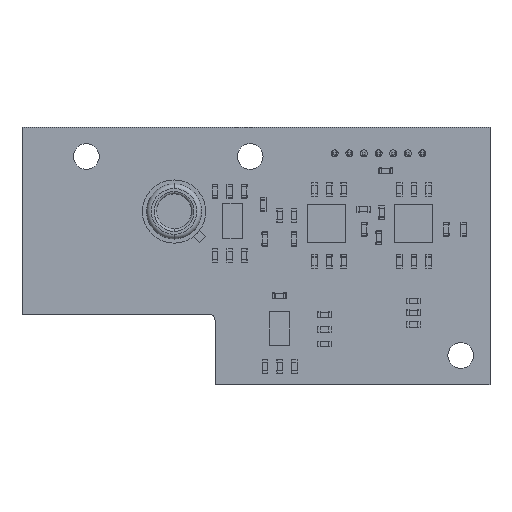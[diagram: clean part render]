
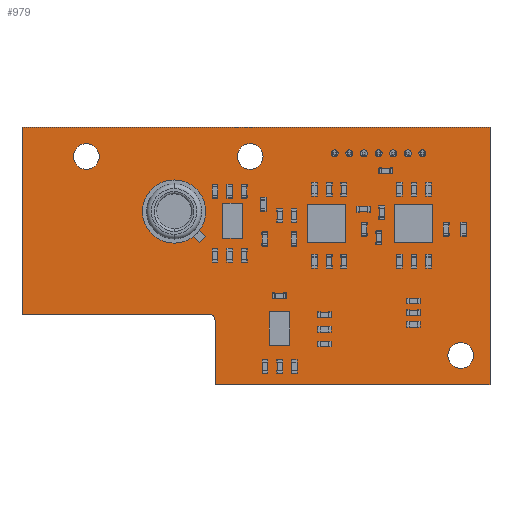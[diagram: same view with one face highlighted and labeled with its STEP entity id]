
A CAD part, top view. The second image highlights one B-rep face of the part: STEP entity #979.
In plain terms, the highlighted planar face has unit normal (0, 0, 1).
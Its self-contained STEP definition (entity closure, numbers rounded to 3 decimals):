
#284 = VERTEX_POINT('',#285);
#285 = CARTESIAN_POINT('',(0.,0.,1.52));
#291 = EDGE_CURVE('',#284,#292,#294,.T.);
#292 = VERTEX_POINT('',#293);
#293 = CARTESIAN_POINT('',(16.1,0.,1.52));
#294 = LINE('',#295,#296);
#295 = CARTESIAN_POINT('',(0.,0.,1.52));
#296 = VECTOR('',#297,1.);
#297 = DIRECTION('',(1.,0.,0.));
#322 = EDGE_CURVE('',#292,#323,#325,.T.);
#323 = VERTEX_POINT('',#324);
#324 = CARTESIAN_POINT('',(16.5,-0.5,1.52));
#325 = CIRCLE('',#326,0.512);
#326 = AXIS2_PLACEMENT_3D('',#327,#328,#329);
#327 = CARTESIAN_POINT('',(15.988,-0.5,1.52));
#328 = DIRECTION('',(0.,0.,-1.));
#329 = DIRECTION('',(0.219,0.976,0.));
#355 = EDGE_CURVE('',#323,#356,#358,.T.);
#356 = VERTEX_POINT('',#357);
#357 = CARTESIAN_POINT('',(16.5,-6.,1.52));
#358 = LINE('',#359,#360);
#359 = CARTESIAN_POINT('',(16.5,-0.5,1.52));
#360 = VECTOR('',#361,1.);
#361 = DIRECTION('',(0.,-1.,0.));
#386 = EDGE_CURVE('',#356,#387,#389,.T.);
#387 = VERTEX_POINT('',#388);
#388 = CARTESIAN_POINT('',(40.,-6.,1.52));
#389 = LINE('',#390,#391);
#390 = CARTESIAN_POINT('',(16.5,-6.,1.52));
#391 = VECTOR('',#392,1.);
#392 = DIRECTION('',(1.,0.,0.));
#417 = EDGE_CURVE('',#387,#418,#420,.T.);
#418 = VERTEX_POINT('',#419);
#419 = CARTESIAN_POINT('',(40.,16.,1.52));
#420 = LINE('',#421,#422);
#421 = CARTESIAN_POINT('',(40.,-6.,1.52));
#422 = VECTOR('',#423,1.);
#423 = DIRECTION('',(0.,1.,0.));
#448 = EDGE_CURVE('',#418,#449,#451,.T.);
#449 = VERTEX_POINT('',#450);
#450 = CARTESIAN_POINT('',(0.,16.,1.52));
#451 = LINE('',#452,#453);
#452 = CARTESIAN_POINT('',(40.,16.,1.52));
#453 = VECTOR('',#454,1.);
#454 = DIRECTION('',(-1.,0.,0.));
#479 = EDGE_CURVE('',#449,#284,#480,.T.);
#480 = LINE('',#481,#482);
#481 = CARTESIAN_POINT('',(0.,16.,1.52));
#482 = VECTOR('',#483,1.);
#483 = DIRECTION('',(0.,-1.,0.));
#503 = VERTEX_POINT('',#504);
#504 = CARTESIAN_POINT('',(12.13,8.8,1.52));
#510 = EDGE_CURVE('',#503,#503,#511,.T.);
#511 = CIRCLE('',#512,0.4);
#512 = AXIS2_PLACEMENT_3D('',#513,#514,#515);
#513 = CARTESIAN_POINT('',(11.73,8.8,1.52));
#514 = DIRECTION('',(0.,0.,1.));
#515 = DIRECTION('',(1.,0.,-0.));
#536 = VERTEX_POINT('',#537);
#537 = CARTESIAN_POINT('',(14.67,8.8,1.52));
#543 = EDGE_CURVE('',#536,#536,#544,.T.);
#544 = CIRCLE('',#545,0.4);
#545 = AXIS2_PLACEMENT_3D('',#546,#547,#548);
#546 = CARTESIAN_POINT('',(14.27,8.8,1.52));
#547 = DIRECTION('',(0.,0.,1.));
#548 = DIRECTION('',(1.,0.,-0.));
#569 = VERTEX_POINT('',#570);
#570 = CARTESIAN_POINT('',(13.4,10.07,1.52));
#576 = EDGE_CURVE('',#569,#569,#577,.T.);
#577 = CIRCLE('',#578,0.4);
#578 = AXIS2_PLACEMENT_3D('',#579,#580,#581);
#579 = CARTESIAN_POINT('',(13.,10.07,1.52));
#580 = DIRECTION('',(0.,0.,1.));
#581 = DIRECTION('',(1.,0.,-0.));
#602 = VERTEX_POINT('',#603);
#603 = CARTESIAN_POINT('',(6.6,13.5,1.52));
#609 = EDGE_CURVE('',#602,#602,#610,.T.);
#610 = CIRCLE('',#611,1.1);
#611 = AXIS2_PLACEMENT_3D('',#612,#613,#614);
#612 = CARTESIAN_POINT('',(5.5,13.5,1.52));
#613 = DIRECTION('',(0.,0.,1.));
#614 = DIRECTION('',(1.,0.,-0.));
#635 = VERTEX_POINT('',#636);
#636 = CARTESIAN_POINT('',(27.025,13.775,1.52));
#642 = EDGE_CURVE('',#635,#635,#643,.T.);
#643 = CIRCLE('',#644,0.3);
#644 = AXIS2_PLACEMENT_3D('',#645,#646,#647);
#645 = CARTESIAN_POINT('',(26.725,13.775,1.52));
#646 = DIRECTION('',(0.,0.,1.));
#647 = DIRECTION('',(1.,0.,-0.));
#668 = VERTEX_POINT('',#669);
#669 = CARTESIAN_POINT('',(20.6,13.5,1.52));
#675 = EDGE_CURVE('',#668,#668,#676,.T.);
#676 = CIRCLE('',#677,1.1);
#677 = AXIS2_PLACEMENT_3D('',#678,#679,#680);
#678 = CARTESIAN_POINT('',(19.5,13.5,1.52));
#679 = DIRECTION('',(0.,0.,1.));
#680 = DIRECTION('',(1.,0.,-0.));
#701 = VERTEX_POINT('',#702);
#702 = CARTESIAN_POINT('',(33.275,13.775,1.52));
#708 = EDGE_CURVE('',#701,#701,#709,.T.);
#709 = CIRCLE('',#710,0.3);
#710 = AXIS2_PLACEMENT_3D('',#711,#712,#713);
#711 = CARTESIAN_POINT('',(32.975,13.775,1.52));
#712 = DIRECTION('',(0.,0.,1.));
#713 = DIRECTION('',(1.,0.,-0.));
#734 = VERTEX_POINT('',#735);
#735 = CARTESIAN_POINT('',(38.6,-3.5,1.52));
#741 = EDGE_CURVE('',#734,#734,#742,.T.);
#742 = CIRCLE('',#743,1.1);
#743 = AXIS2_PLACEMENT_3D('',#744,#745,#746);
#744 = CARTESIAN_POINT('',(37.5,-3.5,1.52));
#745 = DIRECTION('',(0.,0.,1.));
#746 = DIRECTION('',(1.,0.,-0.));
#767 = VERTEX_POINT('',#768);
#768 = CARTESIAN_POINT('',(34.525,13.775,1.52));
#774 = EDGE_CURVE('',#767,#767,#775,.T.);
#775 = CIRCLE('',#776,0.3);
#776 = AXIS2_PLACEMENT_3D('',#777,#778,#779);
#777 = CARTESIAN_POINT('',(34.225,13.775,1.52));
#778 = DIRECTION('',(0.,0.,1.));
#779 = DIRECTION('',(1.,0.,-0.));
#800 = VERTEX_POINT('',#801);
#801 = CARTESIAN_POINT('',(29.525,13.775,1.52));
#807 = EDGE_CURVE('',#800,#800,#808,.T.);
#808 = CIRCLE('',#809,0.3);
#809 = AXIS2_PLACEMENT_3D('',#810,#811,#812);
#810 = CARTESIAN_POINT('',(29.225,13.775,1.52));
#811 = DIRECTION('',(0.,0.,1.));
#812 = DIRECTION('',(1.,0.,-0.));
#833 = VERTEX_POINT('',#834);
#834 = CARTESIAN_POINT('',(28.275,13.775,1.52));
#840 = EDGE_CURVE('',#833,#833,#841,.T.);
#841 = CIRCLE('',#842,0.3);
#842 = AXIS2_PLACEMENT_3D('',#843,#844,#845);
#843 = CARTESIAN_POINT('',(27.975,13.775,1.52));
#844 = DIRECTION('',(0.,0.,1.));
#845 = DIRECTION('',(1.,0.,-0.));
#866 = VERTEX_POINT('',#867);
#867 = CARTESIAN_POINT('',(32.025,13.775,1.52));
#873 = EDGE_CURVE('',#866,#866,#874,.T.);
#874 = CIRCLE('',#875,0.3);
#875 = AXIS2_PLACEMENT_3D('',#876,#877,#878);
#876 = CARTESIAN_POINT('',(31.725,13.775,1.52));
#877 = DIRECTION('',(0.,0.,1.));
#878 = DIRECTION('',(1.,0.,-0.));
#899 = VERTEX_POINT('',#900);
#900 = CARTESIAN_POINT('',(30.775,13.775,1.52));
#906 = EDGE_CURVE('',#899,#899,#907,.T.);
#907 = CIRCLE('',#908,0.3);
#908 = AXIS2_PLACEMENT_3D('',#909,#910,#911);
#909 = CARTESIAN_POINT('',(30.475,13.775,1.52));
#910 = DIRECTION('',(0.,0.,1.));
#911 = DIRECTION('',(1.,0.,-0.));
#979 = ADVANCED_FACE('',(#980,#989,#992,#995,#998,#1001,#1004,#1007,
    #1010,#1013,#1016,#1019,#1022,#1025),#1028,.T.);
#980 = FACE_BOUND('',#981,.T.);
#981 = EDGE_LOOP('',(#982,#983,#984,#985,#986,#987,#988));
#982 = ORIENTED_EDGE('',*,*,#291,.T.);
#983 = ORIENTED_EDGE('',*,*,#322,.T.);
#984 = ORIENTED_EDGE('',*,*,#355,.T.);
#985 = ORIENTED_EDGE('',*,*,#386,.T.);
#986 = ORIENTED_EDGE('',*,*,#417,.T.);
#987 = ORIENTED_EDGE('',*,*,#448,.T.);
#988 = ORIENTED_EDGE('',*,*,#479,.T.);
#989 = FACE_BOUND('',#990,.T.);
#990 = EDGE_LOOP('',(#991));
#991 = ORIENTED_EDGE('',*,*,#510,.F.);
#992 = FACE_BOUND('',#993,.T.);
#993 = EDGE_LOOP('',(#994));
#994 = ORIENTED_EDGE('',*,*,#543,.F.);
#995 = FACE_BOUND('',#996,.T.);
#996 = EDGE_LOOP('',(#997));
#997 = ORIENTED_EDGE('',*,*,#576,.F.);
#998 = FACE_BOUND('',#999,.T.);
#999 = EDGE_LOOP('',(#1000));
#1000 = ORIENTED_EDGE('',*,*,#609,.F.);
#1001 = FACE_BOUND('',#1002,.T.);
#1002 = EDGE_LOOP('',(#1003));
#1003 = ORIENTED_EDGE('',*,*,#642,.F.);
#1004 = FACE_BOUND('',#1005,.T.);
#1005 = EDGE_LOOP('',(#1006));
#1006 = ORIENTED_EDGE('',*,*,#675,.F.);
#1007 = FACE_BOUND('',#1008,.T.);
#1008 = EDGE_LOOP('',(#1009));
#1009 = ORIENTED_EDGE('',*,*,#708,.F.);
#1010 = FACE_BOUND('',#1011,.T.);
#1011 = EDGE_LOOP('',(#1012));
#1012 = ORIENTED_EDGE('',*,*,#741,.F.);
#1013 = FACE_BOUND('',#1014,.T.);
#1014 = EDGE_LOOP('',(#1015));
#1015 = ORIENTED_EDGE('',*,*,#774,.F.);
#1016 = FACE_BOUND('',#1017,.T.);
#1017 = EDGE_LOOP('',(#1018));
#1018 = ORIENTED_EDGE('',*,*,#807,.F.);
#1019 = FACE_BOUND('',#1020,.T.);
#1020 = EDGE_LOOP('',(#1021));
#1021 = ORIENTED_EDGE('',*,*,#840,.F.);
#1022 = FACE_BOUND('',#1023,.T.);
#1023 = EDGE_LOOP('',(#1024));
#1024 = ORIENTED_EDGE('',*,*,#873,.F.);
#1025 = FACE_BOUND('',#1026,.T.);
#1026 = EDGE_LOOP('',(#1027));
#1027 = ORIENTED_EDGE('',*,*,#906,.F.);
#1028 = PLANE('',#1029);
#1029 = AXIS2_PLACEMENT_3D('',#1030,#1031,#1032);
#1030 = CARTESIAN_POINT('',(20.806,5.808,1.52));
#1031 = DIRECTION('',(0.,0.,1.));
#1032 = DIRECTION('',(1.,0.,-0.));
